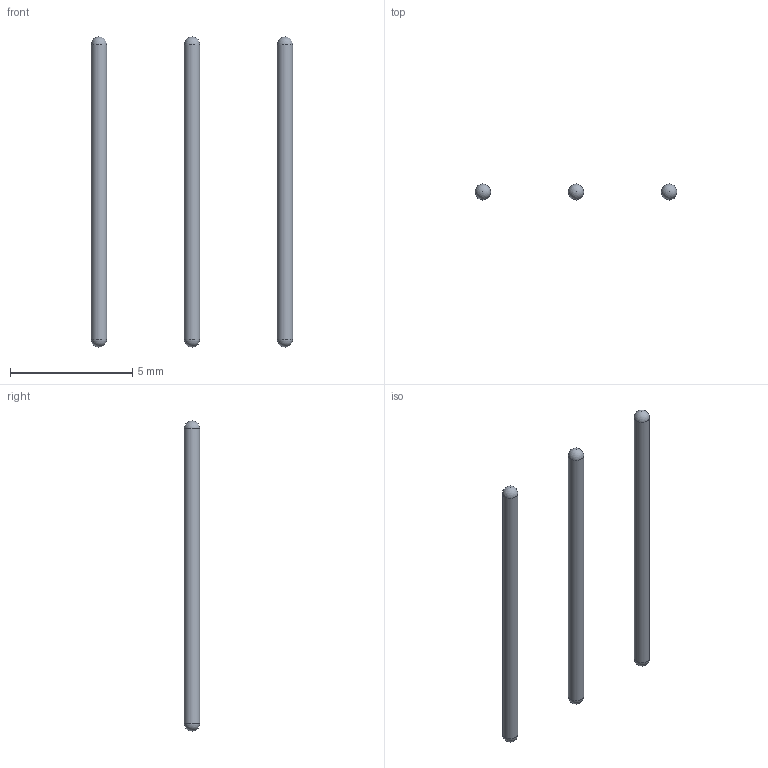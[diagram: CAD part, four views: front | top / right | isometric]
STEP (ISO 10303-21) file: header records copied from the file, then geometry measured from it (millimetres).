
FILE_DESCRIPTION(/* description */ (''),/* implementation_level */ '2;1');
FILE_NAME(/* name */ 'n64portpins.step',/* time_stamp */ '2023-02-13T21:07:57-06:00',/* author */ (''),/* organization */ (''),/* preprocessor_version */ 'ST-DEVELOPER v19.2',/* originating_system */ 'Autodesk Translation Framework v11.17.0.187',/* authorisation */ '');
FILE_SCHEMA (('AUTOMOTIVE_DESIGN { 1 0 10303 214 3 1 1 }'));
Length unit declared in the file: millimetre
Products named in the file (2): pin; Component1
Assembly tree (1 placements, depth 2):
  pin
    Component1
Bounding box: 8.26 x 0.64 x 12.7 mm (x, y, z)
Volume: 11.9 mm3; surface area: 76 mm2
Topology: 3 solids, 3 shells, 9 faces, 21 edges, 12 vertices
Faces by surface type: sphere 6, cylinder 3
Full cylindrical faces by diameter (mm): 0.635 x3
Entity records: 287 total; most frequent: DIRECTION 51, CARTESIAN_POINT 39, ORIENTED_EDGE 30, AXIS2_PLACEMENT_3D 24, EDGE_CURVE 15, CIRCLE 12, VERTEX_POINT 12, FACE_OUTER_BOUND 9
